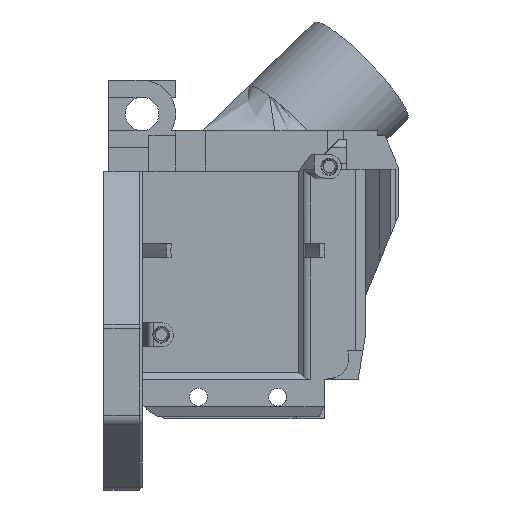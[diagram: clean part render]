
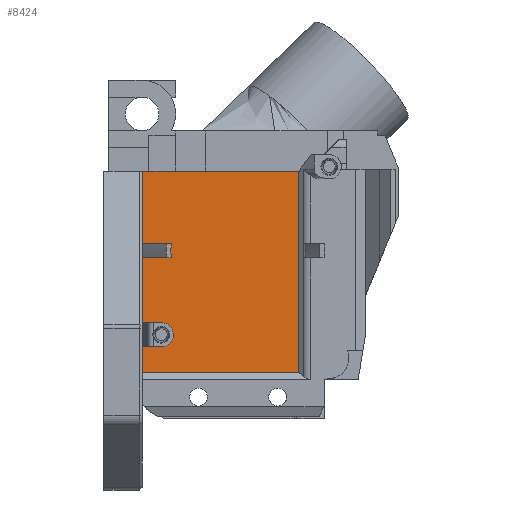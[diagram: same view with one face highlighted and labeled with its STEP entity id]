
A CAD part, left-side view. The second image highlights one B-rep face of the part: STEP entity #8424.
In plain terms, the highlighted planar face has unit normal (-1, 0, 0).
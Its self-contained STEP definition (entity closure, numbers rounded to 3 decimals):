
#153=FACE_BOUND('',#1298,.T.);
#385=PLANE('',#9133);
#816=FACE_OUTER_BOUND('',#1297,.T.);
#1297=EDGE_LOOP('',(#7543,#7544,#7545,#7546,#7547,#7548,#7549,#7550,#7551,
#7552,#7553));
#1298=EDGE_LOOP('',(#7554,#7555,#7556,#7557));
#1587=CIRCLE('',#8988,2.5);
#1588=CIRCLE('',#8994,15.5);
#1589=CIRCLE('',#8997,21.5);
#1591=CIRCLE('',#8999,21.5);
#2293=LINE('',#16116,#3127);
#2297=LINE('',#16125,#3131);
#2299=LINE('',#16128,#3133);
#2300=LINE('',#16132,#3134);
#2303=LINE('',#16138,#3137);
#2306=LINE('',#16149,#3140);
#2308=LINE('',#16162,#3142);
#2309=LINE('',#16164,#3143);
#2462=LINE('',#16581,#3296);
#2463=LINE('',#16584,#3297);
#2464=LINE('',#16585,#3298);
#3127=VECTOR('',#10739,10.);
#3131=VECTOR('',#10749,10.);
#3133=VECTOR('',#10753,10.);
#3134=VECTOR('',#10756,10.);
#3137=VECTOR('',#10761,10.);
#3140=VECTOR('',#10770,10.);
#3142=VECTOR('',#10782,10.);
#3143=VECTOR('',#10783,10.);
#3296=VECTOR('',#11200,10.);
#3297=VECTOR('',#11203,10.);
#3298=VECTOR('',#11204,10.);
#4034=VERTEX_POINT('',#16114);
#4035=VERTEX_POINT('',#16115);
#4036=VERTEX_POINT('',#16120);
#4037=VERTEX_POINT('',#16124);
#4038=VERTEX_POINT('',#16130);
#4039=VERTEX_POINT('',#16131);
#4040=VERTEX_POINT('',#16136);
#4041=VERTEX_POINT('',#16137);
#4042=VERTEX_POINT('',#16144);
#4043=VERTEX_POINT('',#16148);
#4044=VERTEX_POINT('',#16154);
#4046=VERTEX_POINT('',#16158);
#4047=VERTEX_POINT('',#16163);
#4134=VERTEX_POINT('',#16579);
#4135=VERTEX_POINT('',#16583);
#5103=EDGE_CURVE('',#4034,#4035,#2293,.T.);
#5106=EDGE_CURVE('',#4036,#4034,#1587,.T.);
#5108=EDGE_CURVE('',#4037,#4036,#2297,.T.);
#5110=EDGE_CURVE('',#4035,#4037,#2299,.T.);
#5111=EDGE_CURVE('',#4038,#4039,#2300,.T.);
#5114=EDGE_CURVE('',#4040,#4041,#2303,.T.);
#5117=EDGE_CURVE('',#4042,#4040,#1588,.T.);
#5119=EDGE_CURVE('',#4043,#4042,#2306,.T.);
#5121=EDGE_CURVE('',#4044,#4043,#1589,.T.);
#5124=EDGE_CURVE('',#4041,#4046,#1591,.T.);
#5125=EDGE_CURVE('',#4039,#4046,#2308,.T.);
#5126=EDGE_CURVE('',#4044,#4047,#2309,.T.);
#5317=EDGE_CURVE('',#4038,#4134,#2462,.T.);
#5318=EDGE_CURVE('',#4135,#4134,#2463,.T.);
#5319=EDGE_CURVE('',#4135,#4047,#2464,.T.);
#7543=ORIENTED_EDGE('',*,*,#5126,.F.);
#7544=ORIENTED_EDGE('',*,*,#5121,.T.);
#7545=ORIENTED_EDGE('',*,*,#5119,.T.);
#7546=ORIENTED_EDGE('',*,*,#5117,.T.);
#7547=ORIENTED_EDGE('',*,*,#5114,.T.);
#7548=ORIENTED_EDGE('',*,*,#5124,.T.);
#7549=ORIENTED_EDGE('',*,*,#5125,.F.);
#7550=ORIENTED_EDGE('',*,*,#5111,.F.);
#7551=ORIENTED_EDGE('',*,*,#5317,.T.);
#7552=ORIENTED_EDGE('',*,*,#5318,.F.);
#7553=ORIENTED_EDGE('',*,*,#5319,.T.);
#7554=ORIENTED_EDGE('',*,*,#5110,.T.);
#7555=ORIENTED_EDGE('',*,*,#5108,.T.);
#7556=ORIENTED_EDGE('',*,*,#5106,.T.);
#7557=ORIENTED_EDGE('',*,*,#5103,.T.);
#8424=ADVANCED_FACE('',(#816,#153),#385,.T.);
#8988=AXIS2_PLACEMENT_3D('',#16121,#10744,#10745);
#8994=AXIS2_PLACEMENT_3D('',#16145,#10765,#10766);
#8997=AXIS2_PLACEMENT_3D('',#16155,#10773,#10774);
#8999=AXIS2_PLACEMENT_3D('',#16160,#10778,#10779);
#9133=AXIS2_PLACEMENT_3D('',#16582,#11201,#11202);
#10739=DIRECTION('',(0.,1.,0.));
#10744=DIRECTION('center_axis',(1.,0.,0.));
#10745=DIRECTION('ref_axis',(0.,-1.,0.));
#10749=DIRECTION('',(0.,-1.,0.));
#10753=DIRECTION('',(0.,0.,1.));
#10756=DIRECTION('',(0.,1.,0.));
#10761=DIRECTION('',(0.,1.,0.));
#10765=DIRECTION('center_axis',(-1.,0.,0.));
#10766=DIRECTION('ref_axis',(0.,-1.,0.));
#10770=DIRECTION('',(0.,-1.,0.));
#10773=DIRECTION('center_axis',(1.,0.,0.));
#10774=DIRECTION('ref_axis',(0.,1.,0.));
#10778=DIRECTION('center_axis',(1.,0.,0.));
#10779=DIRECTION('ref_axis',(0.,1.,0.));
#10782=DIRECTION('',(0.,0.,1.));
#10783=DIRECTION('',(0.,0.,1.));
#11200=DIRECTION('',(0.,0.,1.));
#11201=DIRECTION('center_axis',(-1.,0.,0.));
#11202=DIRECTION('ref_axis',(0.,-1.,0.));
#11203=DIRECTION('',(0.,-1.,0.));
#11204=DIRECTION('',(0.,-0.295,-0.955));
#16114=CARTESIAN_POINT('',(-7.,16.,17.115));
#16115=CARTESIAN_POINT('',(-7.,19.9,17.115));
#16116=CARTESIAN_POINT('',(-7.,3.5,17.115));
#16120=CARTESIAN_POINT('',(-7.,15.751,22.103));
#16121=CARTESIAN_POINT('Origin',(-7.,16.,19.615));
#16124=CARTESIAN_POINT('',(-7.,19.9,22.103));
#16125=CARTESIAN_POINT('',(-7.,-1.968,22.103));
#16128=CARTESIAN_POINT('',(-7.,19.9,37.568));
#16130=CARTESIAN_POINT('',(-7.,-12.603,11.826));
#16131=CARTESIAN_POINT('',(-7.,20.,11.826));
#16132=CARTESIAN_POINT('',(-7.,-11.216,11.826));
#16136=CARTESIAN_POINT('',(-7.,13.927,35.615));
#16137=CARTESIAN_POINT('',(-7.,19.948,35.615));
#16138=CARTESIAN_POINT('',(-7.,1.214,35.615));
#16144=CARTESIAN_POINT('',(-7.,13.927,38.615));
#16145=CARTESIAN_POINT('Origin',(-7.,-1.5,37.115));
#16148=CARTESIAN_POINT('',(-7.,19.948,38.615));
#16149=CARTESIAN_POINT('',(-7.,1.716,38.615));
#16154=CARTESIAN_POINT('',(-7.,20.,37.116));
#16155=CARTESIAN_POINT('Origin',(-7.,-1.5,37.115));
#16158=CARTESIAN_POINT('',(-7.,20.,37.115));
#16160=CARTESIAN_POINT('Origin',(-7.,-1.5,37.115));
#16162=CARTESIAN_POINT('',(-7.,20.,41.178));
#16163=CARTESIAN_POINT('',(-7.,20.,53.598));
#16164=CARTESIAN_POINT('',(-7.,20.,41.178));
#16579=CARTESIAN_POINT('',(-7.,-12.603,53.716));
#16581=CARTESIAN_POINT('',(-7.,-12.603,27.984));
#16582=CARTESIAN_POINT('Origin',(-7.,-11.5,33.521));
#16583=CARTESIAN_POINT('',(-7.,20.036,53.716));
#16584=CARTESIAN_POINT('',(-7.,4.25,53.716));
#16585=CARTESIAN_POINT('',(-7.,15.441,38.845));
